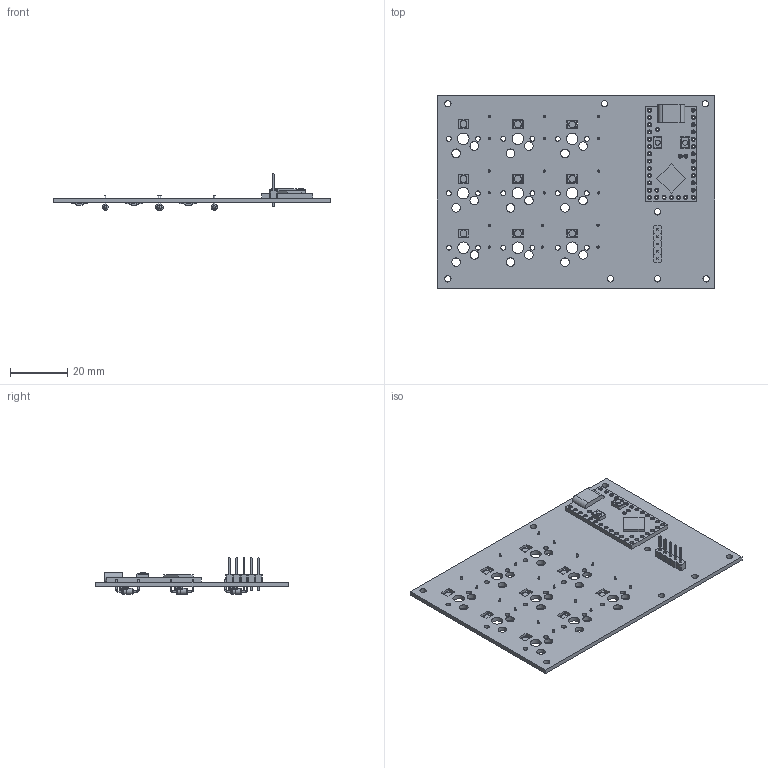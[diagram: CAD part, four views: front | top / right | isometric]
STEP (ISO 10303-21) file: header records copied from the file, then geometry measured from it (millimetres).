
FILE_DESCRIPTION(('KiCad electronic assembly'),'2;1');
FILE_NAME('keyboard-mini.step','2025-08-04T14:10:53',('Pcbnew'),('Kicad' ),'Open CASCADE STEP processor 7.8','KiCad to STEP converter', 'Unknown');
FILE_SCHEMA(('AUTOMOTIVE_DESIGN { 1 0 10303 214 1 1 1 1 }'));
Length unit declared in the file: millimetre
Products named in the file (8): keyboard-mini 1; SK6812MINI-E v1; Pins; Body; PinHeader_1x05_P2.54mm_Vertical; pro_micro_rp2040; D_DO-35_SOD27_P7.62mm_Horizontal; keyboard-mini_PCB
Assembly tree (23 placements, depth 3):
  keyboard-mini 1
    SK6812MINI-E v1  x9
      Pins
      Body
    PinHeader_1x05_P2.54mm_Vertical
    pro_micro_rp2040
    D_DO-35_SOD27_P7.62mm_Horizontal  x9
    keyboard-mini_PCB
Bounding box: 96.9 x 67.1 x 12.73 mm (x, y, z)
Volume: 10531.2 mm3; surface area: 17274.3 mm2
Topology: 107 solids, 107 shells, 1216 faces, 3627 edges, 5444 vertices
Faces by surface type: plane 806, cylinder 374, torus 36
Full cylindrical faces by diameter (mm): 0.5 x27, 0.762 x35, 0.8 x18, 0.95 x70, 1 x14, 1.4 x35, 1.702 x18, 1.8 x2, 2 x18, 2.02 x9, 2.2 x8, 2.4 x9, 3 x18, 3.988 x9
Entity records: 20953 total; most frequent: CARTESIAN_POINT 3527, DIRECTION 3373, ORIENTED_EDGE 2874, EDGE_CURVE 1437, AXIS2_PLACEMENT_3D 1194, FACE_BOUND 1013, EDGE_LOOP 1013, LINE 985
